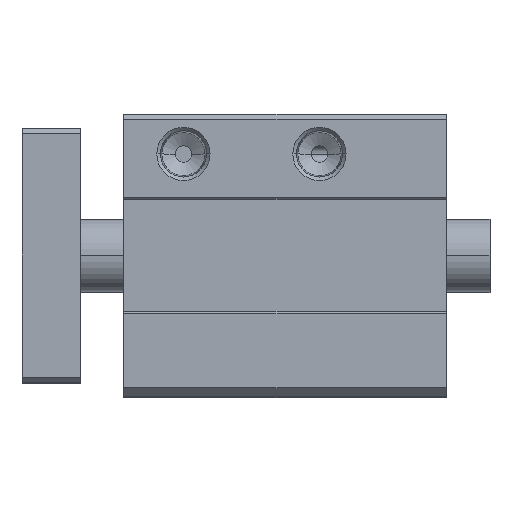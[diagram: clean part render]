
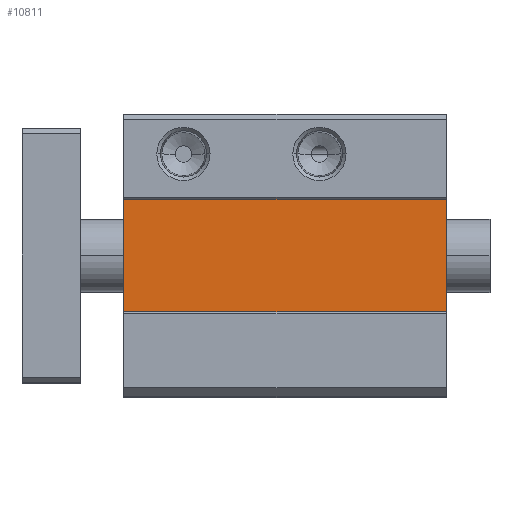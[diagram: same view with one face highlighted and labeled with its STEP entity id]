
A CAD part, top view. The second image highlights one B-rep face of the part: STEP entity #10811.
In plain terms, the highlighted planar face has unit normal (0, 0, 1).
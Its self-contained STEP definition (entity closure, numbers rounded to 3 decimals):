
#444 = VERTEX_POINT ( 'NONE', #6059 ) ;
#581 = EDGE_LOOP ( 'NONE', ( #8383, #6816, #4124, #7143 ) ) ;
#657 = DIRECTION ( 'NONE',  ( 0., 1., 0. ) ) ;
#1061 = DIRECTION ( 'NONE',  ( 0., -1., 0. ) ) ;
#1281 = VERTEX_POINT ( 'NONE', #9092 ) ;
#1315 = FACE_OUTER_BOUND ( 'NONE', #581, .T. ) ;
#1565 = LINE ( 'NONE', #12590, #7700 ) ;
#2066 = LINE ( 'NONE', #8921, #11607 ) ;
#3171 = LINE ( 'NONE', #12074, #6980 ) ;
#3221 = LINE ( 'NONE', #5481, #8601 ) ;
#3440 = EDGE_CURVE ( 'NONE', #11120, #444, #2066, .T. ) ;
#3761 = VERTEX_POINT ( 'NONE', #6583 ) ;
#4124 = ORIENTED_EDGE ( 'NONE', *, *, #4163, .T. ) ;
#4163 = EDGE_CURVE ( 'NONE', #11120, #1281, #1565, .T. ) ;
#4282 = CARTESIAN_POINT ( 'NONE',  ( 89., -15.5, 80.4 ) ) ;
#4433 = DIRECTION ( 'NONE',  ( 1., 0., 0. ) ) ;
#4475 = DIRECTION ( 'NONE',  ( 1., 0., 0. ) ) ;
#5481 = CARTESIAN_POINT ( 'NONE',  ( 0., 15.5, 80.4 ) ) ;
#6059 = CARTESIAN_POINT ( 'NONE',  ( 0., -15.5, 80.4 ) ) ;
#6583 = CARTESIAN_POINT ( 'NONE',  ( 0., 15.5, 80.4 ) ) ;
#6816 = ORIENTED_EDGE ( 'NONE', *, *, #3440, .F. ) ;
#6980 = VECTOR ( 'NONE', #1061, 1000. ) ;
#7143 = ORIENTED_EDGE ( 'NONE', *, *, #8832, .F. ) ;
#7441 = DIRECTION ( 'NONE',  ( 0., 0., 1. ) ) ;
#7700 = VECTOR ( 'NONE', #657, 1000. ) ;
#8383 = ORIENTED_EDGE ( 'NONE', *, *, #11072, .T. ) ;
#8601 = VECTOR ( 'NONE', #4475, 1000. ) ;
#8832 = EDGE_CURVE ( 'NONE', #3761, #1281, #3221, .T. ) ;
#8869 = AXIS2_PLACEMENT_3D ( 'NONE', #9422, #7441, #4433 ) ;
#8921 = CARTESIAN_POINT ( 'NONE',  ( 0., -15.5, 80.4 ) ) ;
#9092 = CARTESIAN_POINT ( 'NONE',  ( 89., 15.5, 80.4 ) ) ;
#9422 = CARTESIAN_POINT ( 'NONE',  ( 0., -15.5, 80.4 ) ) ;
#9489 = PLANE ( 'NONE',  #8869 ) ;
#10035 = DIRECTION ( 'NONE',  ( -1., 0., 0. ) ) ;
#10811 = ADVANCED_FACE ( 'NONE', ( #1315 ), #9489, .T. ) ;
#11072 = EDGE_CURVE ( 'NONE', #3761, #444, #3171, .T. ) ;
#11120 = VERTEX_POINT ( 'NONE', #4282 ) ;
#11607 = VECTOR ( 'NONE', #10035, 1000. ) ;
#12074 = CARTESIAN_POINT ( 'NONE',  ( 0., -15.5, 80.4 ) ) ;
#12590 = CARTESIAN_POINT ( 'NONE',  ( 89., -15.5, 80.4 ) ) ;
